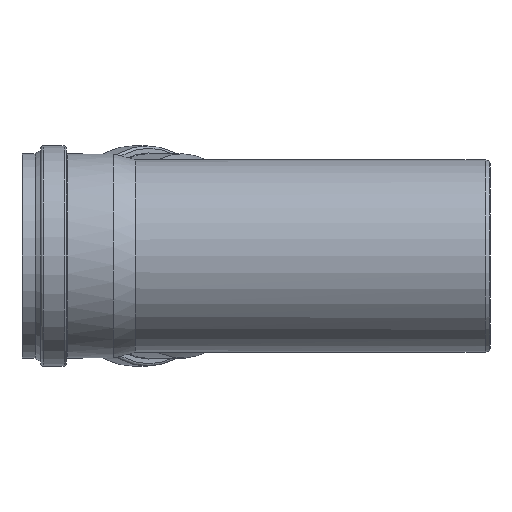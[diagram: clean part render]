
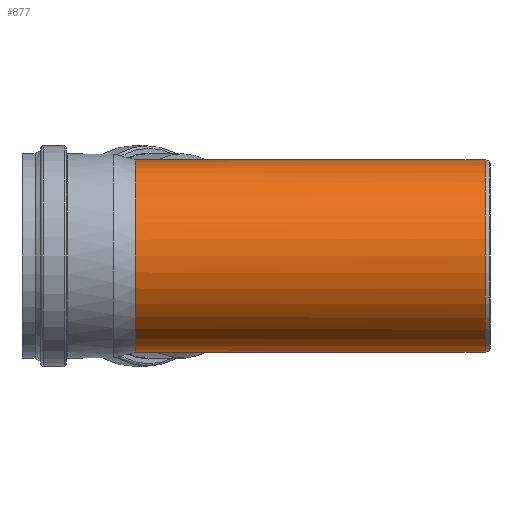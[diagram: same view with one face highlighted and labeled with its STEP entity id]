
A CAD part, left-side view. The second image highlights one B-rep face of the part: STEP entity #877.
In plain terms, the highlighted cylindrical face has radius 157.65 mm (diameter 315.3 mm), a full revolution.
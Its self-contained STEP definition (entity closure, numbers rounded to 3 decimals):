
#53=FACE_BOUND('',#324,.T.);
#140=ELLIPSE('',#958,170.958,157.65);
#141=ELLIPSE('',#959,416.424,157.65);
#142=ELLIPSE('',#960,416.424,157.65);
#149=CIRCLE('',#962,157.65);
#151=CIRCLE('',#965,157.65);
#218=CYLINDRICAL_SURFACE('',#964,157.65);
#245=FACE_OUTER_BOUND('',#323,.T.);
#323=EDGE_LOOP('',(#721));
#324=EDGE_LOOP('',(#722,#723,#724,#725));
#482=VERTEX_POINT('',#1515);
#483=VERTEX_POINT('',#1517);
#495=VERTEX_POINT('',#1831);
#496=VERTEX_POINT('',#1894);
#497=VERTEX_POINT('',#1907);
#589=EDGE_CURVE('',#482,#483,#140,.T.);
#590=EDGE_CURVE('',#483,#495,#141,.T.);
#593=EDGE_CURVE('',#496,#482,#142,.T.);
#594=EDGE_CURVE('',#495,#496,#149,.T.);
#596=EDGE_CURVE('',#497,#497,#151,.T.);
#721=ORIENTED_EDGE('',*,*,#596,.T.);
#722=ORIENTED_EDGE('',*,*,#590,.F.);
#723=ORIENTED_EDGE('',*,*,#589,.F.);
#724=ORIENTED_EDGE('',*,*,#593,.F.);
#725=ORIENTED_EDGE('',*,*,#594,.F.);
#877=ADVANCED_FACE('',(#245,#53),#218,.T.);
#958=AXIS2_PLACEMENT_3D('',#1782,#1124,#1125);
#959=AXIS2_PLACEMENT_3D('',#1832,#1126,#1127);
#960=AXIS2_PLACEMENT_3D('',#1902,#1128,#1129);
#962=AXIS2_PLACEMENT_3D('',#1904,#1132,#1133);
#964=AXIS2_PLACEMENT_3D('',#1906,#1136,#1137);
#965=AXIS2_PLACEMENT_3D('',#1908,#1138,#1139);
#1124=DIRECTION('center_axis',(0.387,0.922,0.));
#1125=DIRECTION('ref_axis',(0.922,-0.387,0.));
#1126=DIRECTION('center_axis',(0.926,-0.379,0.));
#1127=DIRECTION('ref_axis',(0.379,0.926,0.));
#1128=DIRECTION('center_axis',(0.926,-0.379,0.));
#1129=DIRECTION('ref_axis',(0.379,0.926,0.));
#1132=DIRECTION('center_axis',(0.,1.,0.));
#1133=DIRECTION('ref_axis',(1.,0.,0.));
#1136=DIRECTION('center_axis',(0.,1.,0.));
#1137=DIRECTION('ref_axis',(1.,0.,0.));
#1138=DIRECTION('center_axis',(0.,1.,0.));
#1139=DIRECTION('ref_axis',(1.,0.,0.));
#1515=CARTESIAN_POINT('',(0.,224.,157.65));
#1517=CARTESIAN_POINT('',(0.,224.,-157.65));
#1782=CARTESIAN_POINT('Origin',(0.,224.,0.));
#1831=CARTESIAN_POINT('',(146.112,581.221,-59.201));
#1832=CARTESIAN_POINT('Origin',(0.,224.,0.));
#1894=CARTESIAN_POINT('',(146.112,581.221,59.201));
#1902=CARTESIAN_POINT('Origin',(0.,224.,0.));
#1904=CARTESIAN_POINT('Origin',(0.,581.221,0.));
#1906=CARTESIAN_POINT('Origin',(0.,294.61,0.));
#1907=CARTESIAN_POINT('',(157.65,8.,0.));
#1908=CARTESIAN_POINT('Origin',(0.,8.,0.));
